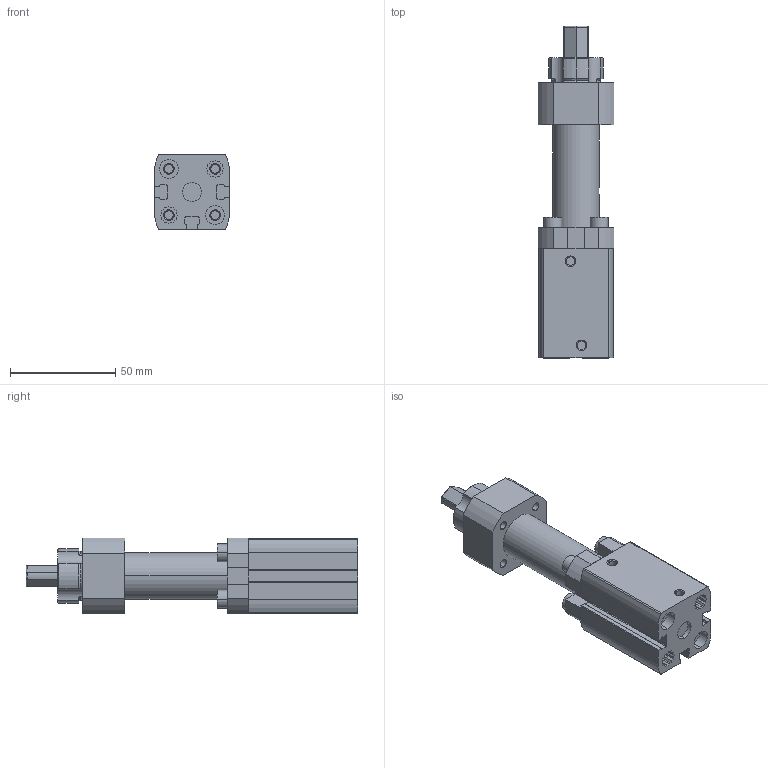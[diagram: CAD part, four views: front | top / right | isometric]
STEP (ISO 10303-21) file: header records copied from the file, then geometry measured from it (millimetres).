
FILE_DESCRIPTION (( 'STEP AP203' ), '1' );
FILE_NAME ('ISE20-3 Indexiereinheit.STEP', '2012-06-07T12:48:17', ( '' ), ( '' ), 'SwSTEP 2.0', 'SolidWorks 2011', '' );
FILE_SCHEMA (( 'CONFIG_CONTROL_DESIGN' ));
Length unit declared in the file: millimetre
Products named in the file (3): ISE20-3 Indexiereinheit; ISE20-3 Bolzen; ISE20-3 Grundkörper
Assembly tree (2 placements, depth 2):
  ISE20-3 Indexiereinheit
    ISE20-3 Grundkörper
    ISE20-3 Bolzen
Bounding box: 36 x 158 x 36 mm (x, y, z)
Volume: 104258.3 mm3; surface area: 33655.1 mm2
Topology: 3 solids, 3 shells, 345 faces, 916 edges, 596 vertices
Faces by surface type: plane 187, cylinder 114, cone 25, torus 15, sphere 4
Entity records: 11234 total; most frequent: CARTESIAN_POINT 2168, DIRECTION 1847, ORIENTED_EDGE 1824, EDGE_CURVE 912, AXIS2_PLACEMENT_3D 627, VERTEX_POINT 596, VECTOR 593, LINE 593
